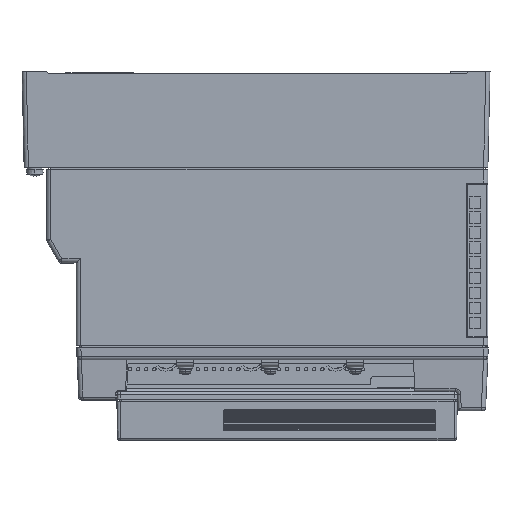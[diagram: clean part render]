
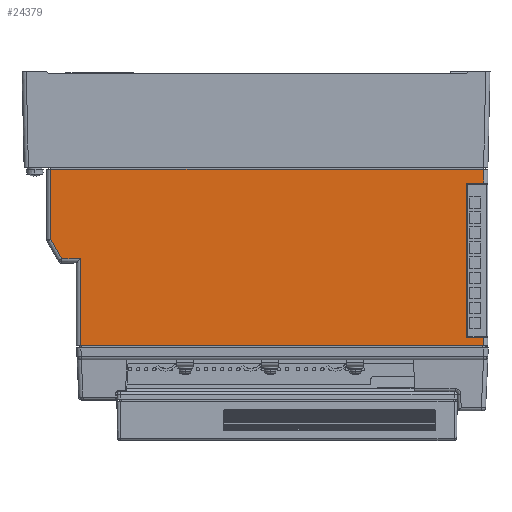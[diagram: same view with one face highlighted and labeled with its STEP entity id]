
A CAD part, front view. The second image highlights one B-rep face of the part: STEP entity #24379.
In plain terms, the highlighted planar face has unit normal (0, -1, 0).
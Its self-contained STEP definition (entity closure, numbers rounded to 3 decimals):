
#16695 = CARTESIAN_POINT ( 'NONE',  ( 217., -44., -125. ) ) ;
#16863 = CARTESIAN_POINT ( 'NONE',  ( 209., -44., -125. ) ) ;
#16961 = DIRECTION ( 'NONE',  ( 0., 0., 1. ) ) ;
#16962 = VECTOR ( 'NONE', #16961, 1000. ) ;
#16963 = CARTESIAN_POINT ( 'NONE',  ( 209., -44., -129. ) ) ;
#16965 = LINE ( 'NONE', #16963, #16962 ) ;
#17338 = CARTESIAN_POINT ( 'NONE',  ( 13.5, -44., -78.969 ) ) ;
#17493 = CARTESIAN_POINT ( 'NONE',  ( 27.5, -44., -88. ) ) ;
#17605 = CARTESIAN_POINT ( 'NONE',  ( 18.661, -44., -88. ) ) ;
#17619 = DIRECTION ( 'NONE',  ( 1., 0., 0. ) ) ;
#17621 = VECTOR ( 'NONE', #17619, 1000. ) ;
#17622 = CARTESIAN_POINT ( 'NONE',  ( 217., -44., -88. ) ) ;
#17623 = LINE ( 'NONE', #17622, #17621 ) ;
#17714 = LINE ( 'NONE', #17846, #17844 ) ;
#17736 = CARTESIAN_POINT ( 'NONE',  ( 217., -44., -129. ) ) ;
#17739 = DIRECTION ( 'NONE',  ( 0., 0., 1. ) ) ;
#17740 = VECTOR ( 'NONE', #17739, 1000. ) ;
#17742 = CARTESIAN_POINT ( 'NONE',  ( 217., -44., -129. ) ) ;
#17743 = LINE ( 'NONE', #17742, #17740 ) ;
#17789 = DIRECTION ( 'NONE',  ( 1., 0., 0. ) ) ;
#17791 = VECTOR ( 'NONE', #17789, 1000. ) ;
#17793 = CARTESIAN_POINT ( 'NONE',  ( 217., -44., -46. ) ) ;
#17794 = LINE ( 'NONE', #17793, #17791 ) ;
#17798 = DIRECTION ( 'NONE',  ( 1., 0., 0. ) ) ;
#17800 = DIRECTION ( 'NONE',  ( 0., 1., 0. ) ) ;
#17802 = CARTESIAN_POINT ( 'NONE',  ( 217., -44., -129. ) ) ;
#17803 = AXIS2_PLACEMENT_3D ( 'NONE', #17802, #17800, #17798 ) ;
#17806 = PLANE ( 'NONE',  #17803 ) ;
#17807 = FACE_OUTER_BOUND ( 'NONE', #24381, .T. ) ;
#17809 = DIRECTION ( 'NONE',  ( 0., 0., 1. ) ) ;
#17810 = VECTOR ( 'NONE', #17809, 1000. ) ;
#17812 = CARTESIAN_POINT ( 'NONE',  ( 13.5, -44., -129. ) ) ;
#17813 = LINE ( 'NONE', #17812, #17810 ) ;
#17826 = CARTESIAN_POINT ( 'NONE',  ( 13.5, -44., -46. ) ) ;
#17843 = DIRECTION ( 'NONE',  ( -1., 0., 0. ) ) ;
#17844 = VECTOR ( 'NONE', #17843, 1000. ) ;
#17846 = CARTESIAN_POINT ( 'NONE',  ( 217., -44., -125. ) ) ;
#17905 = DIRECTION ( 'NONE',  ( 0.496, 0., -0.868 ) ) ;
#17906 = VECTOR ( 'NONE', #17905, 1000. ) ;
#17907 = CARTESIAN_POINT ( 'NONE',  ( 85.144, -44., -204.346 ) ) ;
#17910 = LINE ( 'NONE', #17907, #17906 ) ;
#17965 = CARTESIAN_POINT ( 'NONE',  ( 27.5, -44., -129. ) ) ;
#17966 = DIRECTION ( 'NONE',  ( 0., 0., -1. ) ) ;
#17967 = VECTOR ( 'NONE', #17966, 1000. ) ;
#17968 = CARTESIAN_POINT ( 'NONE',  ( 27.5, -44., -129. ) ) ;
#17969 = LINE ( 'NONE', #17968, #17967 ) ;
#18023 = DIRECTION ( 'NONE',  ( -1., 0., 0. ) ) ;
#18024 = VECTOR ( 'NONE', #18023, 1000. ) ;
#18025 = CARTESIAN_POINT ( 'NONE',  ( 217., -44., -129. ) ) ;
#18026 = LINE ( 'NONE', #18025, #18024 ) ;
#24173 = VERTEX_POINT ( 'NONE', #16695 ) ;
#24212 = VERTEX_POINT ( 'NONE', #16863 ) ;
#24220 = EDGE_CURVE ( 'NONE', #24212, #75035, #16965, .T. ) ;
#24268 = VERTEX_POINT ( 'NONE', #17338 ) ;
#24291 = VERTEX_POINT ( 'NONE', #17493 ) ;
#24295 = EDGE_CURVE ( 'NONE', #24298, #24291, #17623, .T. ) ;
#24298 = VERTEX_POINT ( 'NONE', #17605 ) ;
#24342 = EDGE_CURVE ( 'NONE', #24343, #24173, #17743, .T. ) ;
#24343 = VERTEX_POINT ( 'NONE', #17736 ) ;
#24353 = EDGE_CURVE ( 'NONE', #24173, #24212, #17714, .T. ) ;
#24358 = ORIENTED_EDGE ( 'NONE', *, *, #75050, .T. ) ;
#24365 = VERTEX_POINT ( 'NONE', #17826 ) ;
#24378 = EDGE_CURVE ( 'NONE', #24268, #24365, #17813, .T. ) ;
#24379 = ADVANCED_FACE ( 'NONE', ( #17807 ), #17806, .F. ) ;
#24381 = EDGE_LOOP ( 'NONE', ( #24382, #24384, #24468, #24469, #24470, #24474, #24477, #24478, #24480, #24358, #83699 ) ) ;
#24382 = ORIENTED_EDGE ( 'NONE', *, *, #24383, .F. ) ;
#24383 = EDGE_CURVE ( 'NONE', #24365, #74925, #17794, .T. ) ;
#24384 = ORIENTED_EDGE ( 'NONE', *, *, #24378, .F. ) ;
#24391 = EDGE_CURVE ( 'NONE', #24268, #24298, #17910, .T. ) ;
#24468 = ORIENTED_EDGE ( 'NONE', *, *, #24391, .T. ) ;
#24469 = ORIENTED_EDGE ( 'NONE', *, *, #24295, .T. ) ;
#24470 = ORIENTED_EDGE ( 'NONE', *, *, #24471, .T. ) ;
#24471 = EDGE_CURVE ( 'NONE', #24291, #24472, #17969, .T. ) ;
#24472 = VERTEX_POINT ( 'NONE', #17965 ) ;
#24474 = ORIENTED_EDGE ( 'NONE', *, *, #24475, .F. ) ;
#24475 = EDGE_CURVE ( 'NONE', #24343, #24472, #18026, .T. ) ;
#24477 = ORIENTED_EDGE ( 'NONE', *, *, #24342, .T. ) ;
#24478 = ORIENTED_EDGE ( 'NONE', *, *, #24353, .T. ) ;
#24480 = ORIENTED_EDGE ( 'NONE', *, *, #24220, .T. ) ;
#72309 = CARTESIAN_POINT ( 'NONE',  ( 217., -44., -52.5 ) ) ;
#72313 = DIRECTION ( 'NONE',  ( 0., 0., 1. ) ) ;
#72315 = VECTOR ( 'NONE', #72313, 1000. ) ;
#72316 = CARTESIAN_POINT ( 'NONE',  ( 217., -44., -129. ) ) ;
#72318 = LINE ( 'NONE', #72316, #72315 ) ;
#72326 = CARTESIAN_POINT ( 'NONE',  ( 217., -44., -46. ) ) ;
#72662 = CARTESIAN_POINT ( 'NONE',  ( 209., -44., -52.5 ) ) ;
#72727 = DIRECTION ( 'NONE',  ( 1., 0., 0. ) ) ;
#72728 = VECTOR ( 'NONE', #72727, 1000. ) ;
#72729 = CARTESIAN_POINT ( 'NONE',  ( 217., -44., -52.5 ) ) ;
#72730 = LINE ( 'NONE', #72729, #72728 ) ;
#74925 = VERTEX_POINT ( 'NONE', #72326 ) ;
#74932 = EDGE_CURVE ( 'NONE', #74938, #74925, #72318, .T. ) ;
#74938 = VERTEX_POINT ( 'NONE', #72309 ) ;
#75035 = VERTEX_POINT ( 'NONE', #72662 ) ;
#75050 = EDGE_CURVE ( 'NONE', #75035, #74938, #72730, .T. ) ;
#83699 = ORIENTED_EDGE ( 'NONE', *, *, #74932, .T. ) ;
